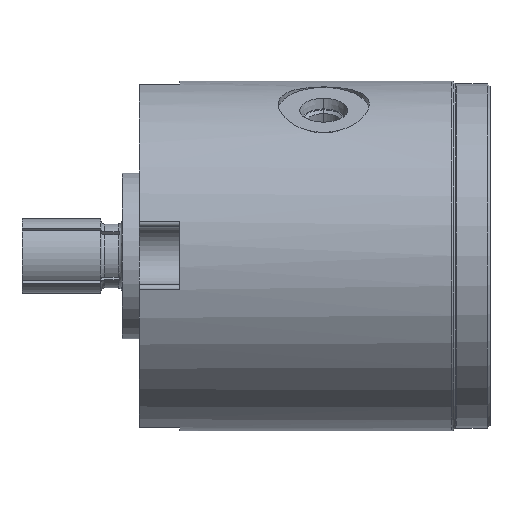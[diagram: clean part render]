
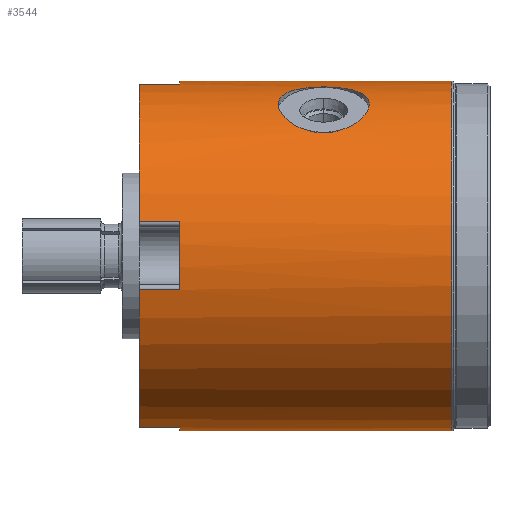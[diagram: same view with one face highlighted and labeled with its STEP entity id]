
A CAD part, top view. The second image highlights one B-rep face of the part: STEP entity #3544.
In plain terms, the highlighted cylindrical face has radius 33.274 mm (diameter 66.548 mm), a partial arc.
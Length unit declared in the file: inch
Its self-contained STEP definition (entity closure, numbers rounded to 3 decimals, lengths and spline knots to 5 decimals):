
#215=CARTESIAN_POINT('',(-1.246,1.26588,0.33711));
#216=CARTESIAN_POINT('',(-1.26072,1.26588,0.33711));
#217=CARTESIAN_POINT('',(-1.28993,1.26538,0.339));
#218=CARTESIAN_POINT('',(-1.33337,1.26309,0.34749));
#219=CARTESIAN_POINT('',(-1.37559,1.25916,0.36155));
#220=CARTESIAN_POINT('',(-1.41595,1.25344,0.38099));
#221=CARTESIAN_POINT('',(-1.45363,1.24578,0.40545));
#222=CARTESIAN_POINT('',(-1.4878,1.23604,0.43434));
#223=CARTESIAN_POINT('',(-1.51769,1.22415,0.4669));
#224=CARTESIAN_POINT('',(-1.5427,1.2101,0.50226));
#225=CARTESIAN_POINT('',(-1.5624,1.19398,0.53952));
#226=CARTESIAN_POINT('',(-1.57657,1.17592,0.57787));
#227=CARTESIAN_POINT('',(-1.5851,1.15609,0.6166));
#228=CARTESIAN_POINT('',(-1.58795,1.13472,0.6551));
#229=CARTESIAN_POINT('',(-1.58511,1.11206,0.69287));
#230=CARTESIAN_POINT('',(-1.57658,1.08843,0.72941));
#231=CARTESIAN_POINT('',(-1.56242,1.06425,0.76423));
#232=CARTESIAN_POINT('',(-1.54271,1.04004,0.79683));
#233=CARTESIAN_POINT('',(-1.51771,1.01644,0.82668));
#234=CARTESIAN_POINT('',(-1.48781,0.99418,
0.85326));
#235=CARTESIAN_POINT('',(-1.45365,0.97403,
0.87615));
#236=CARTESIAN_POINT('',(-1.41597,0.95668,
0.89501));
#237=CARTESIAN_POINT('',(-1.37561,0.9427,
0.90968));
#238=CARTESIAN_POINT('',(-1.33338,0.93248,
0.92012));
#239=CARTESIAN_POINT('',(-1.28994,0.92627,
0.92635));
#240=CARTESIAN_POINT('',(-1.26072,0.92488,
0.92773));
#241=CARTESIAN_POINT('',(-1.246,0.92488,0.92773));
#243=CARTESIAN_POINT('',(-1.246,0.92488,0.92773));
#244=CARTESIAN_POINT('',(-1.23128,0.92488,
0.92773));
#245=CARTESIAN_POINT('',(-1.20206,0.92627,
0.92635));
#246=CARTESIAN_POINT('',(-1.15862,0.93248,
0.92012));
#247=CARTESIAN_POINT('',(-1.11639,0.9427,
0.90968));
#248=CARTESIAN_POINT('',(-1.07603,0.95668,
0.89501));
#249=CARTESIAN_POINT('',(-1.03835,0.97403,
0.87615));
#250=CARTESIAN_POINT('',(-1.00419,0.99418,
0.85326));
#251=CARTESIAN_POINT('',(-0.97429,1.01644,
0.82668));
#252=CARTESIAN_POINT('',(-0.94929,1.04004,
0.79683));
#253=CARTESIAN_POINT('',(-0.92958,1.06425,
0.76423));
#254=CARTESIAN_POINT('',(-0.91542,1.08843,
0.72941));
#255=CARTESIAN_POINT('',(-0.90689,1.11206,
0.69287));
#256=CARTESIAN_POINT('',(-0.90405,1.13472,
0.6551));
#257=CARTESIAN_POINT('',(-0.9069,1.15609,
0.6166));
#258=CARTESIAN_POINT('',(-0.91543,1.17592,
0.57787));
#259=CARTESIAN_POINT('',(-0.9296,1.19398,
0.53952));
#260=CARTESIAN_POINT('',(-0.9493,1.2101,
0.50226));
#261=CARTESIAN_POINT('',(-0.97431,1.22415,
0.4669));
#262=CARTESIAN_POINT('',(-1.0042,1.23604,0.43434));
#263=CARTESIAN_POINT('',(-1.03837,1.24578,0.40545));
#264=CARTESIAN_POINT('',(-1.07605,1.25344,0.38099));
#265=CARTESIAN_POINT('',(-1.11641,1.25916,0.36155));
#266=CARTESIAN_POINT('',(-1.15863,1.26309,0.34749));
#267=CARTESIAN_POINT('',(-1.20207,1.26538,0.339));
#268=CARTESIAN_POINT('',(-1.23128,1.26588,0.33711));
#269=CARTESIAN_POINT('',(-1.246,1.26588,0.33711));
#271=CARTESIAN_POINT('',(-0.28491,0.,0.));
#272=DIRECTION('',(-1.,0.,0.));
#273=DIRECTION('',(0.,-1.,0.));
#274=AXIS2_PLACEMENT_3D('',#271,#272,#273);
#276=CARTESIAN_POINT('',(-2.326,0.,0.));
#277=DIRECTION('',(1.,0.,0.));
#278=DIRECTION('',(0.,-0.981,0.195));
#279=AXIS2_PLACEMENT_3D('',#276,#277,#278);
#281=DIRECTION('',(1.,0.,0.));
#282=VECTOR('',#281,0.3);
#283=CARTESIAN_POINT('',(-2.626,-1.28497,0.25484));
#284=LINE('',#283,#282);
#285=DIRECTION('',(1.,0.,0.));
#286=VECTOR('',#285,0.3);
#287=CARTESIAN_POINT('',(-2.626,-0.25484,1.28497));
#288=LINE('',#287,#286);
#289=CARTESIAN_POINT('',(-2.326,0.,0.));
#290=DIRECTION('',(1.,0.,0.));
#291=DIRECTION('',(0.,0.195,0.981));
#292=AXIS2_PLACEMENT_3D('',#289,#290,#291);
#294=DIRECTION('',(1.,0.,0.));
#295=VECTOR('',#294,0.3);
#296=CARTESIAN_POINT('',(-2.626,0.25484,1.28497));
#297=LINE('',#296,#295);
#298=DIRECTION('',(1.,0.,0.));
#299=VECTOR('',#298,0.3);
#300=CARTESIAN_POINT('',(-2.626,1.28497,0.25484));
#301=LINE('',#300,#299);
#302=CARTESIAN_POINT('',(-2.326,0.,0.));
#303=DIRECTION('',(1.,0.,0.));
#304=DIRECTION('',(0.,1.,0.));
#305=AXIS2_PLACEMENT_3D('',#302,#303,#304);
#458=DIRECTION('',(-1.,0.,0.));
#459=VECTOR('',#458,2.04109);
#460=CARTESIAN_POINT('',(-0.28491,1.31,0.));
#461=LINE('',#460,#459);
#493=DIRECTION('',(-1.,0.,0.));
#494=VECTOR('',#493,2.04109);
#495=CARTESIAN_POINT('',(-0.28491,-1.31,0.));
#496=LINE('',#495,#494);
#707=CARTESIAN_POINT('',(-2.626,0.,0.));
#708=DIRECTION('',(1.,0.,0.));
#709=DIRECTION('',(0.,0.981,0.195));
#710=AXIS2_PLACEMENT_3D('',#707,#708,#709);
#735=CARTESIAN_POINT('',(-2.626,0.,0.));
#736=DIRECTION('',(1.,0.,0.));
#737=DIRECTION('',(0.,-0.195,0.981));
#738=AXIS2_PLACEMENT_3D('',#735,#736,#737);
#2684=CARTESIAN_POINT('',(-2.326,1.28497,0.25484));
#2685=VERTEX_POINT('',#2684);
#2712=CARTESIAN_POINT('',(-2.326,-0.25484,1.28497));
#2713=VERTEX_POINT('',#2712);
#2714=CARTESIAN_POINT('',(-2.326,0.25484,1.28497));
#2715=VERTEX_POINT('',#2714);
#2742=CARTESIAN_POINT('',(-2.326,-1.28497,0.25484));
#2743=VERTEX_POINT('',#2742);
#2752=CARTESIAN_POINT('',(-2.326,1.31,0.));
#2753=VERTEX_POINT('',#2752);
#2754=CARTESIAN_POINT('',(-2.626,1.28497,0.25484));
#2755=VERTEX_POINT('',#2754);
#2762=CARTESIAN_POINT('',(-2.626,-0.25484,1.28497));
#2763=VERTEX_POINT('',#2762);
#2764=CARTESIAN_POINT('',(-2.626,0.25484,1.28497));
#2765=VERTEX_POINT('',#2764);
#2770=CARTESIAN_POINT('',(-2.326,-1.31,0.));
#2771=VERTEX_POINT('',#2770);
#2772=CARTESIAN_POINT('',(-2.626,-1.28497,0.25484));
#2773=VERTEX_POINT('',#2772);
#2796=CARTESIAN_POINT('',(-0.28491,1.31,0.));
#2797=CARTESIAN_POINT('',(-0.28491,-1.31,0.));
#2798=VERTEX_POINT('',#2796);
#2799=VERTEX_POINT('',#2797);
#2862=CARTESIAN_POINT('',(-1.246,1.26588,0.33711));
#2863=VERTEX_POINT('',#2862);
#2864=CARTESIAN_POINT('',(-1.246,0.92488,0.92773));
#2865=VERTEX_POINT('',#2864);
#3508=CARTESIAN_POINT('',(-2.7573,0.,0.));
#3509=DIRECTION('',(1.,0.,0.));
#3510=DIRECTION('',(0.,-1.,0.));
#3511=AXIS2_PLACEMENT_3D('',#3508,#3509,#3510);
#3512=CYLINDRICAL_SURFACE('',#3511,1.31);
#3513=ORIENTED_EDGE('',*,*,#3498,.F.);
#3515=ORIENTED_EDGE('',*,*,#3514,.T.);
#3517=ORIENTED_EDGE('',*,*,#3516,.F.);
#3519=ORIENTED_EDGE('',*,*,#3518,.F.);
#3521=ORIENTED_EDGE('',*,*,#3520,.F.);
#3523=ORIENTED_EDGE('',*,*,#3522,.T.);
#3525=ORIENTED_EDGE('',*,*,#3524,.F.);
#3527=ORIENTED_EDGE('',*,*,#3526,.F.);
#3529=ORIENTED_EDGE('',*,*,#3528,.F.);
#3531=ORIENTED_EDGE('',*,*,#3530,.T.);
#3533=ORIENTED_EDGE('',*,*,#3532,.F.);
#3535=ORIENTED_EDGE('',*,*,#3534,.F.);
#3536=EDGE_LOOP('',(#3513,#3515,#3517,#3519,#3521,#3523,#3525,#3527,#3529,#3531,
#3533,#3535));
#3537=FACE_OUTER_BOUND('',#3536,.F.);
#3539=ORIENTED_EDGE('',*,*,#3538,.T.);
#3541=ORIENTED_EDGE('',*,*,#3540,.T.);
#3542=EDGE_LOOP('',(#3539,#3541));
#3543=FACE_BOUND('',#3542,.F.);
#242=B_SPLINE_CURVE_WITH_KNOTS('',3,(#215,#216,#217,#218,#219,#220,#221,#222,
#223,#224,#225,#226,#227,#228,#229,#230,#231,#232,#233,#234,#235,#236,#237,#238,
#239,#240,#241),.UNSPECIFIED.,.F.,.F.,(4,1,1,1,1,1,1,1,1,1,1,1,1,1,1,1,1,1,1,1,
1,1,1,1,4),(0.,0.04167,0.08333,0.125,0.16667,
0.20833,0.25,0.29167,0.33333,0.375,
0.41667,0.45833,0.5,0.54167,0.58333,
0.625,0.66667,0.70833,0.75,0.79167,
0.83333,0.875,0.91667,0.95833,1.),
.UNSPECIFIED.);
#270=B_SPLINE_CURVE_WITH_KNOTS('',3,(#243,#244,#245,#246,#247,#248,#249,#250,
#251,#252,#253,#254,#255,#256,#257,#258,#259,#260,#261,#262,#263,#264,#265,#266,
#267,#268,#269),.UNSPECIFIED.,.F.,.F.,(4,1,1,1,1,1,1,1,1,1,1,1,1,1,1,1,1,1,1,1,
1,1,1,1,4),(0.,0.04167,0.08333,0.125,0.16667,
0.20833,0.25,0.29167,0.33333,0.375,
0.41667,0.45833,0.5,0.54167,0.58333,
0.625,0.66667,0.70833,0.75,0.79167,
0.83333,0.875,0.91667,0.95833,1.),
.UNSPECIFIED.);
#275=CIRCLE('',#274,1.31);
#280=CIRCLE('',#279,1.31);
#293=CIRCLE('',#292,1.31);
#306=CIRCLE('',#305,1.31);
#711=CIRCLE('',#710,1.31);
#739=CIRCLE('',#738,1.31);
#3498=EDGE_CURVE('',#2799,#2798,#275,.T.);
#3514=EDGE_CURVE('',#2799,#2771,#496,.T.);
#3516=EDGE_CURVE('',#2743,#2771,#280,.T.);
#3518=EDGE_CURVE('',#2773,#2743,#284,.T.);
#3520=EDGE_CURVE('',#2763,#2773,#739,.T.);
#3522=EDGE_CURVE('',#2763,#2713,#288,.T.);
#3524=EDGE_CURVE('',#2715,#2713,#293,.T.);
#3526=EDGE_CURVE('',#2765,#2715,#297,.T.);
#3528=EDGE_CURVE('',#2755,#2765,#711,.T.);
#3530=EDGE_CURVE('',#2755,#2685,#301,.T.);
#3532=EDGE_CURVE('',#2753,#2685,#306,.T.);
#3534=EDGE_CURVE('',#2798,#2753,#461,.T.);
#3538=EDGE_CURVE('',#2863,#2865,#242,.T.);
#3540=EDGE_CURVE('',#2865,#2863,#270,.T.);
#3544=ADVANCED_FACE('',(#3537,#3543),#3512,.T.);
